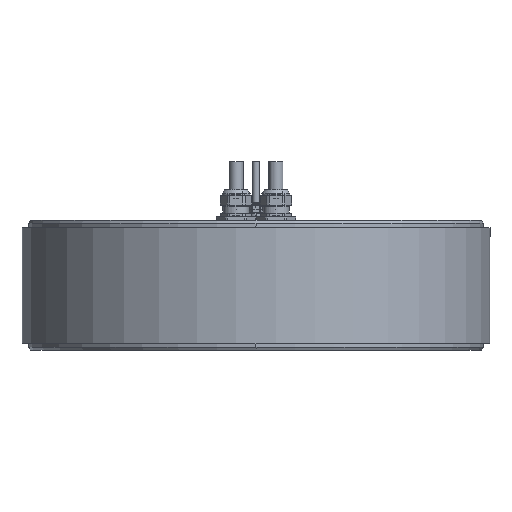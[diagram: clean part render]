
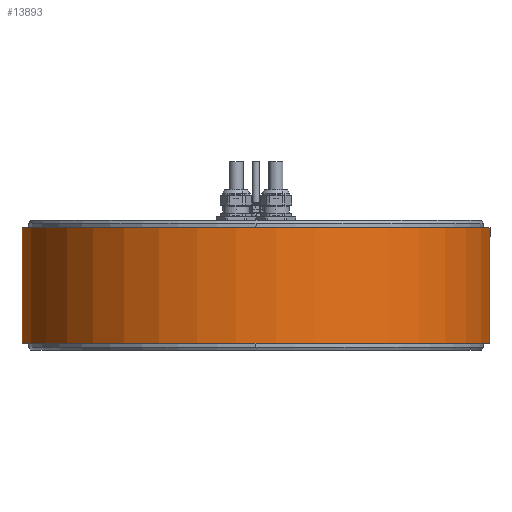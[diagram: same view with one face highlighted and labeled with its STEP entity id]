
A CAD part, front view. The second image highlights one B-rep face of the part: STEP entity #13893.
In plain terms, the highlighted cylindrical face has radius 198.5 mm (diameter 397 mm), a partial arc.
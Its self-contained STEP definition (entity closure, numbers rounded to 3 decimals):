
#3886=CARTESIAN_POINT('',(0.,0.,-6.1));
#3887=DIRECTION('',(0.,0.,1.));
#3888=DIRECTION('',(-0.149,0.989,0.));
#3889=AXIS2_PLACEMENT_3D('',#3886,#3887,#3888);
#3891=DIRECTION('',(0.,0.,1.));
#3892=VECTOR('',#3891,97.8);
#3893=CARTESIAN_POINT('',(29.5,196.296,-103.9));
#3894=LINE('',#3893,#3892);
#3895=CARTESIAN_POINT('',(0.,0.,-103.9));
#3896=DIRECTION('',(0.,0.,-1.));
#3897=DIRECTION('',(0.149,0.989,0.));
#3898=AXIS2_PLACEMENT_3D('',#3895,#3896,#3897);
#3900=DIRECTION('',(0.,0.,1.));
#3901=VECTOR('',#3900,97.8);
#3902=CARTESIAN_POINT('',(-29.5,196.296,-103.9));
#3903=LINE('',#3902,#3901);
#6086=CARTESIAN_POINT('',(-29.5,196.296,-103.9));
#6087=CARTESIAN_POINT('',(29.5,196.296,-103.9));
#6088=VERTEX_POINT('',#6086);
#6089=VERTEX_POINT('',#6087);
#6090=CARTESIAN_POINT('',(-29.5,196.296,-6.1));
#6091=CARTESIAN_POINT('',(29.5,196.296,-6.1));
#6092=VERTEX_POINT('',#6090);
#6093=VERTEX_POINT('',#6091);
#13882=CARTESIAN_POINT('',(0.,0.,-1.21));
#13883=DIRECTION('',(0.,0.,-1.));
#13884=DIRECTION('',(1.,0.,0.));
#13885=AXIS2_PLACEMENT_3D('',#13882,#13883,#13884);
#13886=CYLINDRICAL_SURFACE('',#13885,198.5);
#13887=ORIENTED_EDGE('',*,*,#13831,.T.);
#13888=ORIENTED_EDGE('',*,*,#13847,.F.);
#13889=ORIENTED_EDGE('',*,*,#13871,.T.);
#13890=ORIENTED_EDGE('',*,*,#13850,.T.);
#13891=EDGE_LOOP('',(#13887,#13888,#13889,#13890));
#13892=FACE_OUTER_BOUND('',#13891,.F.);
#13893=ADVANCED_FACE('',(#13892),#13886,.T.);
#3890=CIRCLE('',#3889,198.5);
#3899=CIRCLE('',#3898,198.5);
#13831=EDGE_CURVE('',#6092,#6093,#3890,.T.);
#13847=EDGE_CURVE('',#6089,#6093,#3894,.T.);
#13850=EDGE_CURVE('',#6088,#6092,#3903,.T.);
#13871=EDGE_CURVE('',#6089,#6088,#3899,.T.);
